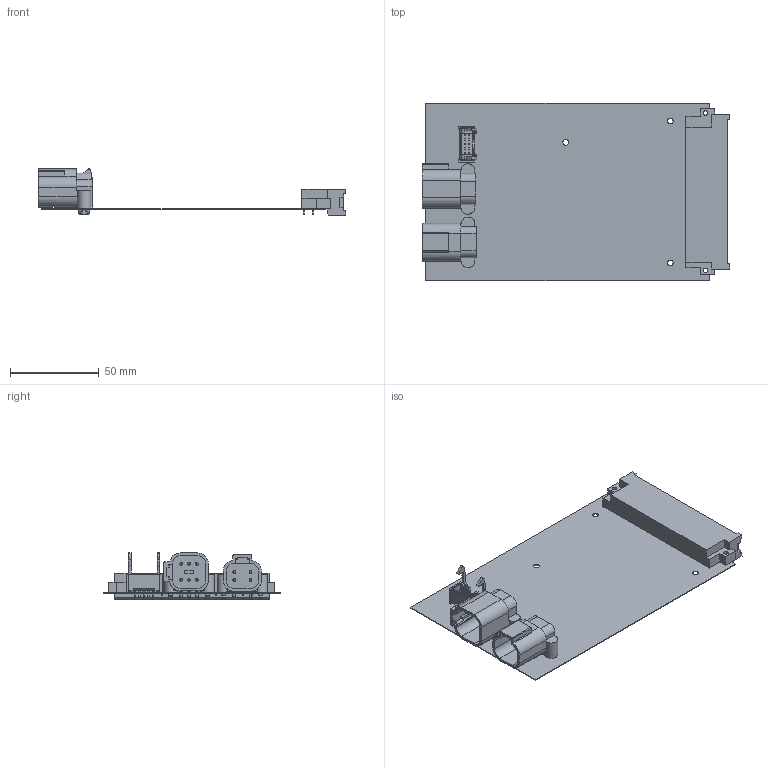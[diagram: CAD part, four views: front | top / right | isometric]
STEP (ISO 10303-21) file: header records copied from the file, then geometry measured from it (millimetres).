
FILE_DESCRIPTION(('Open CASCADE Model'),'2;1');
FILE_NAME('Open CASCADE Shape Model','2023-12-20T13:15:13',('Author'),( 'Open CASCADE'),'Open CASCADE STEP processor 6.8','Open CASCADE 6.8' ,'Unknown');
FILE_SCHEMA(('AUTOMOTIVE_DESIGN { 1 0 10303 214 1 1 1 1 }'));
Length unit declared in the file: millimetre
Products named in the file (1): PCB
Bounding box: 173.59 x 100 x 26.1 mm (x, y, z)
Volume: 7513.2 mm3; surface area: 54181.8 mm2
Topology: 2 solids, 374 shells, 743 faces, 2982 edges, 2575 vertices
Faces by surface type: plane 508, cylinder 197, sphere 20, cone 18
Full cylindrical faces by diameter (mm): 0.6 x15, 0.762 x9, 0.89 x1, 1.57 x20, 1.6 x15, 1.7 x10, 2.55 x2, 2.8 x2, 3.2 x3, 3.3 x4, 7.66 x4
Entity records: 34102 total; most frequent: CARTESIAN_POINT 6628, DIRECTION 4974, ORIENTED_EDGE 3980, EDGE_CURVE 2962, VERTEX_POINT 2575, LINE 2184, VECTOR 2184, AXIS2_PLACEMENT_3D 1395
